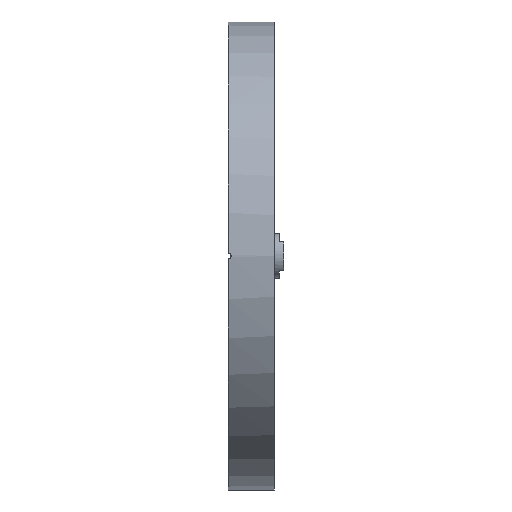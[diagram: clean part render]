
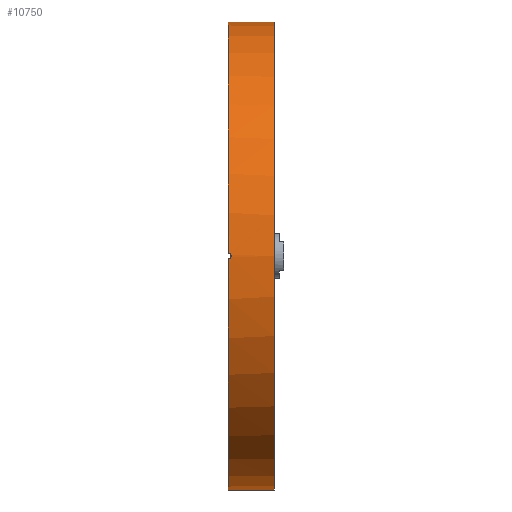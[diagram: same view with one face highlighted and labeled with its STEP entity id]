
A CAD part, left-side view. The second image highlights one B-rep face of the part: STEP entity #10750.
In plain terms, the highlighted cylindrical face has radius 76.2 mm (diameter 152.4 mm), a partial arc.
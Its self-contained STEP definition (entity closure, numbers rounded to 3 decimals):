
#596 = CARTESIAN_POINT ( 'NONE',  ( -76.195, -0.504, 0.874 ) ) ;
#653 = AXIS2_PLACEMENT_3D ( 'NONE', #6459, #1845, #5427 ) ;
#778 = CARTESIAN_POINT ( 'NONE',  ( 0., -15., -76.2 ) ) ;
#807 = EDGE_CURVE ( 'NONE', #4413, #6365, #8036, .T. ) ;
#949 = EDGE_CURVE ( 'NONE', #6906, #2243, #2569, .T. ) ;
#1101 = VERTEX_POINT ( 'NONE', #778 ) ;
#1448 = CARTESIAN_POINT ( 'NONE',  ( -76.2, -0.974, 0.263 ) ) ;
#1827 = EDGE_CURVE ( 'NONE', #1101, #4413, #8585, .T. ) ;
#1845 = DIRECTION ( 'NONE',  ( 0., 1., 0. ) ) ;
#1925 = DIRECTION ( 'NONE',  ( 0., 1., 0. ) ) ;
#2243 = VERTEX_POINT ( 'NONE', #6085 ) ;
#2334 = CARTESIAN_POINT ( 'NONE',  ( -76.193, -0.132, 1. ) ) ;
#2370 = CARTESIAN_POINT ( 'NONE',  ( -76.2, -0.974, -0.261 ) ) ;
#2379 = ORIENTED_EDGE ( 'NONE', *, *, #4482, .F. ) ;
#2515 = CARTESIAN_POINT ( 'NONE',  ( 0., -15., 0. ) ) ;
#2551 = DIRECTION ( 'NONE',  ( 0., 1., 0. ) ) ;
#2569 = CIRCLE ( 'NONE', #4348, 76.2 ) ;
#2731 = EDGE_CURVE ( 'NONE', #1101, #6906, #11494, .T. ) ;
#3172 = CARTESIAN_POINT ( 'NONE',  ( -76.2, -1., 0.131 ) ) ;
#3404 = DIRECTION ( 'NONE',  ( 0., 1., 0. ) ) ;
#3467 = CARTESIAN_POINT ( 'NONE',  ( 0., 0., 76.2 ) ) ;
#3740 = CIRCLE ( 'NONE', #653, 76.2 ) ;
#3781 = VECTOR ( 'NONE', #4817, 1000. ) ;
#4206 = CARTESIAN_POINT ( 'NONE',  ( -76.195, -0.521, -0.893 ) ) ;
#4348 = AXIS2_PLACEMENT_3D ( 'NONE', #8468, #1925, #4775 ) ;
#4413 = VERTEX_POINT ( 'NONE', #8129 ) ;
#4482 = EDGE_CURVE ( 'NONE', #8532, #6365, #3740, .T. ) ;
#4775 = DIRECTION ( 'NONE',  ( 0., 0., 1. ) ) ;
#4784 = CARTESIAN_POINT ( 'NONE',  ( 0., -15., -76.2 ) ) ;
#4817 = DIRECTION ( 'NONE',  ( 0., 1., 0. ) ) ;
#5090 = CARTESIAN_POINT ( 'NONE',  ( -76.196, -0.615, 0.799 ) ) ;
#5128 = CARTESIAN_POINT ( 'NONE',  ( -76.193, -0.264, -1. ) ) ;
#5172 = CARTESIAN_POINT ( 'NONE',  ( -76.198, -0.874, 0.503 ) ) ;
#5427 = DIRECTION ( 'NONE',  ( 0., 0., 1. ) ) ;
#5626 = CARTESIAN_POINT ( 'NONE',  ( 0., -15., 0. ) ) ;
#6085 = CARTESIAN_POINT ( 'NONE',  ( -76.193, 0., -1. ) ) ;
#6122 = ORIENTED_EDGE ( 'NONE', *, *, #949, .F. ) ;
#6345 = ORIENTED_EDGE ( 'NONE', *, *, #807, .T. ) ;
#6365 = VERTEX_POINT ( 'NONE', #3467 ) ;
#6459 = CARTESIAN_POINT ( 'NONE',  ( 0., 0., 0. ) ) ;
#6906 = VERTEX_POINT ( 'NONE', #7736 ) ;
#6916 = FACE_OUTER_BOUND ( 'NONE', #9566, .T. ) ;
#6930 = ORIENTED_EDGE ( 'NONE', *, *, #10333, .T. ) ;
#7140 = AXIS2_PLACEMENT_3D ( 'NONE', #5626, #10379, #11210 ) ;
#7409 = ORIENTED_EDGE ( 'NONE', *, *, #1827, .T. ) ;
#7736 = CARTESIAN_POINT ( 'NONE',  ( 0., 0., -76.2 ) ) ;
#7752 = ORIENTED_EDGE ( 'NONE', *, *, #2731, .F. ) ;
#7916 = CARTESIAN_POINT ( 'NONE',  ( -76.194, -0.262, 0.974 ) ) ;
#8036 = LINE ( 'NONE', #9918, #10251 ) ;
#8129 = CARTESIAN_POINT ( 'NONE',  ( 0., -15., 76.2 ) ) ;
#8468 = CARTESIAN_POINT ( 'NONE',  ( 0., 0., 0. ) ) ;
#8532 = VERTEX_POINT ( 'NONE', #10740 ) ;
#8585 = CIRCLE ( 'NONE', #7140, 76.2 ) ;
#8684 = CARTESIAN_POINT ( 'NONE',  ( -76.198, -0.799, 0.615 ) ) ;
#8767 = CARTESIAN_POINT ( 'NONE',  ( -76.2, -1., -0.13 ) ) ;
#8807 = CARTESIAN_POINT ( 'NONE',  ( -76.198, -0.874, -0.503 ) ) ;
#9566 = EDGE_LOOP ( 'NONE', ( #7752, #7409, #6345, #2379, #6930, #6122 ) ) ;
#9747 = CARTESIAN_POINT ( 'NONE',  ( -76.198, -0.801, -0.613 ) ) ;
#9918 = CARTESIAN_POINT ( 'NONE',  ( 0., -15., 76.2 ) ) ;
#10115 = B_SPLINE_CURVE_WITH_KNOTS ( 'NONE', 3,
 ( #11572, #2334, #7916, #596, #5090, #8684, #5172, #1448, #3172, #8767, #2370, #8807, #9747, #4206, #5128, #11653 ),
 .UNSPECIFIED., .F., .F.,
 ( 4, 2, 2, 2, 2, 2, 2, 4 ),
 ( 0., 0., 0.001, 0.001, 0.002, 0.002, 0.002, 0.003 ),
 .UNSPECIFIED. ) ;
#10251 = VECTOR ( 'NONE', #3404, 1000. ) ;
#10333 = EDGE_CURVE ( 'NONE', #8532, #2243, #10115, .T. ) ;
#10379 = DIRECTION ( 'NONE',  ( 0., 1., 0. ) ) ;
#10537 = AXIS2_PLACEMENT_3D ( 'NONE', #2515, #2551, #10989 ) ;
#10740 = CARTESIAN_POINT ( 'NONE',  ( -76.193, 0., 1. ) ) ;
#10750 = ADVANCED_FACE ( 'NONE', ( #6916 ), #11741, .T. ) ;
#10989 = DIRECTION ( 'NONE',  ( 0., 0., 1. ) ) ;
#11210 = DIRECTION ( 'NONE',  ( 0., 0., 1. ) ) ;
#11494 = LINE ( 'NONE', #4784, #3781 ) ;
#11572 = CARTESIAN_POINT ( 'NONE',  ( -76.193, 0., 1. ) ) ;
#11653 = CARTESIAN_POINT ( 'NONE',  ( -76.193, 0., -1. ) ) ;
#11741 = CYLINDRICAL_SURFACE ( 'NONE', #10537, 76.2 ) ;
